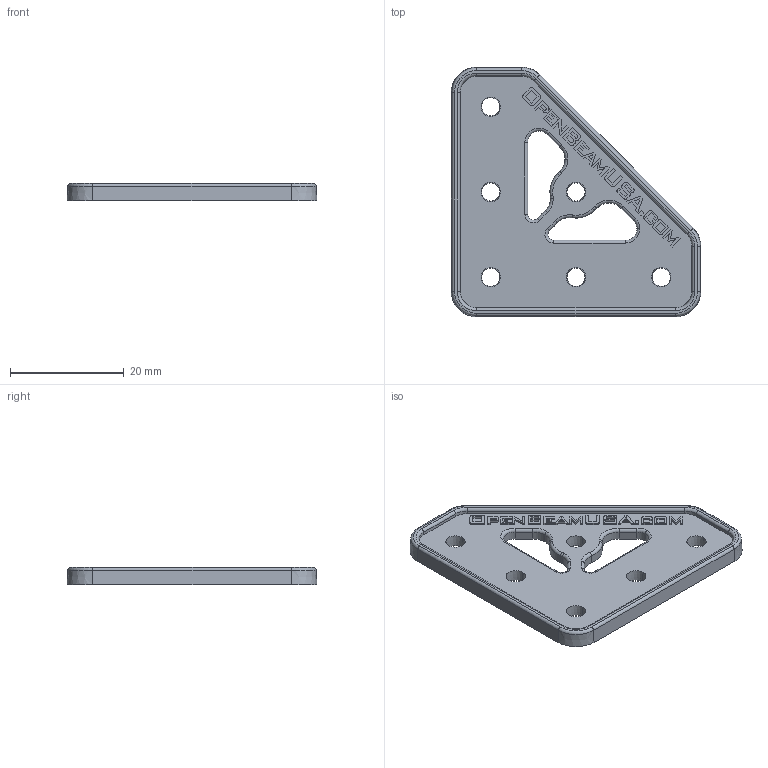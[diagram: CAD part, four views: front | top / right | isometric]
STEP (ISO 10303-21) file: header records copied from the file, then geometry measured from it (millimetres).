
FILE_DESCRIPTION (( 'STEP AP203' ), '1' );
FILE_NAME ('TL625-000100-002 - L Plate, OpenBeam 1515.STEP', '2012-07-08T01:19:10', ( '' ), ( '' ), 'SwSTEP 2.0', 'SolidWorks 2012', '' );
FILE_SCHEMA (( 'CONFIG_CONTROL_DESIGN' ));
Length unit declared in the file: millimetre
Products named in the file (1): TL625-000100-002 - L Plate, OpenBeam 1515
Bounding box: 44 x 44 x 3 mm (x, y, z)
Volume: 2750.7 mm3; surface area: 3417.4 mm2
Topology: 1 solids, 1 shells, 349 faces, 1007 edges, 708 vertices
Faces by surface type: plane 233, bspline 36, cylinder 31, cone 26, torus 23
Entity records: 15014 total; most frequent: CARTESIAN_POINT 5933, ORIENTED_EDGE 2014, DIRECTION 1598, EDGE_CURVE 1007, VERTEX_POINT 708, VECTOR 686, LINE 686, AXIS2_PLACEMENT_3D 456
